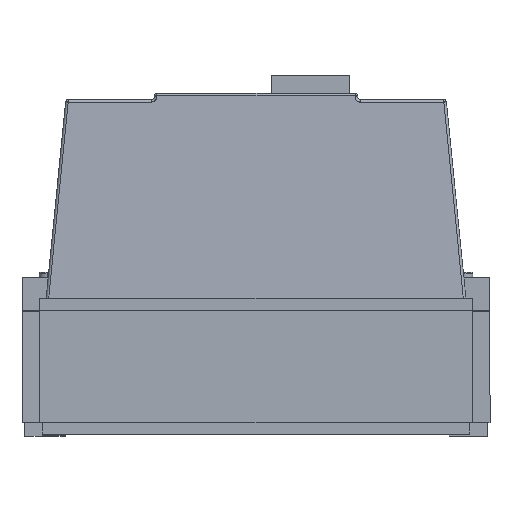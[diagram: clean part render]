
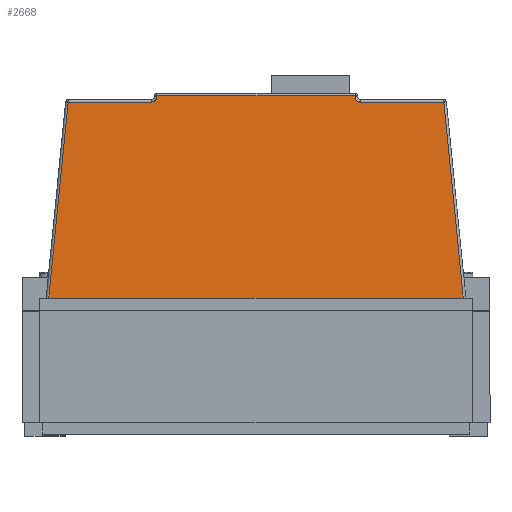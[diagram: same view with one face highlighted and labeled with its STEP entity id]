
A CAD part, top view. The second image highlights one B-rep face of the part: STEP entity #2668.
In plain terms, the highlighted planar face has unit normal (0, 0.05, 0.999).
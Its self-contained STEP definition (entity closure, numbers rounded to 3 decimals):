
#89 = EDGE_CURVE ( 'NONE', #1375, #4127, #5377, .T. ) ;
#105 = CARTESIAN_POINT ( 'NONE',  ( 44., 130.55, -6.329 ) ) ;
#151 =( BOUNDED_CURVE ( )  B_SPLINE_CURVE ( 3, ( #105, #3268, #6719, #6755 ),
 .UNSPECIFIED., .F., .F. ) 
 B_SPLINE_CURVE_WITH_KNOTS ( ( 4, 4 ),
 ( 0., 1.571 ),
 .UNSPECIFIED. ) 
 CURVE ( )  GEOMETRIC_REPRESENTATION_ITEM ( )  RATIONAL_B_SPLINE_CURVE ( ( 1., 0.805, 0.805, 1. ) ) 
 REPRESENTATION_ITEM ( '' )  );
#217 = EDGE_CURVE ( 'NONE', #7068, #9274, #4419, .T. ) ;
#238 = EDGE_LOOP ( 'NONE', ( #546, #789, #8612, #5147, #7075, #3342, #7285, #1519, #3585, #7586 ) ) ;
#278 = VECTOR ( 'NONE', #6997, 1000. ) ;
#382 = VERTEX_POINT ( 'NONE', #3690 ) ;
#435 = EDGE_CURVE ( 'NONE', #9274, #5563, #2230, .T. ) ;
#546 = ORIENTED_EDGE ( 'NONE', *, *, #8348, .T. ) ;
#557 = EDGE_CURVE ( 'NONE', #9318, #5563, #6263, .T. ) ;
#764 = CARTESIAN_POINT ( 'NONE',  ( 124., 132.55, -6.428 ) ) ;
#789 = ORIENTED_EDGE ( 'NONE', *, *, #89, .T. ) ;
#949 = EDGE_CURVE ( 'NONE', #9318, #1022, #7256, .T. ) ;
#1009 = EDGE_CURVE ( 'NONE', #1022, #382, #3309, .T. ) ;
#1022 = VERTEX_POINT ( 'NONE', #2796 ) ;
#1095 = VERTEX_POINT ( 'NONE', #3780 ) ;
#1152 = EDGE_CURVE ( 'NONE', #382, #1095, #9431, .T. ) ;
#1349 = EDGE_CURVE ( 'NONE', #1503, #1095, #151, .T. ) ;
#1375 = VERTEX_POINT ( 'NONE', #2256 ) ;
#1503 = VERTEX_POINT ( 'NONE', #2550 ) ;
#1519 = ORIENTED_EDGE ( 'NONE', *, *, #1009, .T. ) ;
#1656 = CARTESIAN_POINT ( 'NONE',  ( 126., 130.55, -6.329 ) ) ;
#1677 = CARTESIAN_POINT ( 'NONE',  ( 124., 132.55, -6.428 ) ) ;
#1711 = CARTESIAN_POINT ( 'NONE',  ( 124.828, 130.55, -6.329 ) ) ;
#1723 = CARTESIAN_POINT ( 'NONE',  ( 124., 131.378, -6.37 ) ) ;
#2230 = LINE ( 'NONE', #3373, #9428 ) ;
#2256 = CARTESIAN_POINT ( 'NONE',  ( 11.157, 130.55, -6.329 ) ) ;
#2550 = CARTESIAN_POINT ( 'NONE',  ( 44., 130.55, -6.329 ) ) ;
#2668 = ADVANCED_FACE ( 'NONE', ( #7928 ), #7723, .F. ) ;
#2796 = CARTESIAN_POINT ( 'NONE',  ( 124., 133.05, -6.453 ) ) ;
#2971 = VECTOR ( 'NONE', #3148, 1000. ) ;
#3003 = LINE ( 'NONE', #3966, #4806 ) ;
#3148 = DIRECTION ( 'NONE',  ( -1., 0., 0. ) ) ;
#3181 = CARTESIAN_POINT ( 'NONE',  ( 85., 133.05, -6.453 ) ) ;
#3268 = CARTESIAN_POINT ( 'NONE',  ( 45.172, 130.55, -6.329 ) ) ;
#3291 = DIRECTION ( 'NONE',  ( -1., 0., 0. ) ) ;
#3309 = LINE ( 'NONE', #3181, #2971 ) ;
#3342 = ORIENTED_EDGE ( 'NONE', *, *, #557, .F. ) ;
#3373 = CARTESIAN_POINT ( 'NONE',  ( 85., 130.55, -6.329 ) ) ;
#3570 = VECTOR ( 'NONE', #8893, 1000. ) ;
#3585 = ORIENTED_EDGE ( 'NONE', *, *, #1152, .T. ) ;
#3690 = CARTESIAN_POINT ( 'NONE',  ( 46., 133.05, -6.453 ) ) ;
#3780 = CARTESIAN_POINT ( 'NONE',  ( 46., 132.55, -6.428 ) ) ;
#3966 = CARTESIAN_POINT ( 'NONE',  ( 85., 53.5, -2.5 ) ) ;
#4090 = CARTESIAN_POINT ( 'NONE',  ( 46., 134., -6.5 ) ) ;
#4127 = VERTEX_POINT ( 'NONE', #9421 ) ;
#4262 = EDGE_CURVE ( 'NONE', #7068, #4127, #3003, .T. ) ;
#4419 = LINE ( 'NONE', #7015, #278 ) ;
#4806 = VECTOR ( 'NONE', #8949, 1000. ) ;
#5147 = ORIENTED_EDGE ( 'NONE', *, *, #217, .T. ) ;
#5189 = CARTESIAN_POINT ( 'NONE',  ( 124., 134., -6.5 ) ) ;
#5358 = CARTESIAN_POINT ( 'NONE',  ( 158.843, 130.55, -6.329 ) ) ;
#5377 = LINE ( 'NONE', #8569, #9015 ) ;
#5563 = VERTEX_POINT ( 'NONE', #6224 ) ;
#5888 = LINE ( 'NONE', #7469, #9268 ) ;
#5918 = DIRECTION ( 'NONE',  ( 0., 0.999, -0.05 ) ) ;
#6224 = CARTESIAN_POINT ( 'NONE',  ( 126., 130.55, -6.329 ) ) ;
#6263 =( BOUNDED_CURVE ( )  B_SPLINE_CURVE ( 3, ( #1677, #1723, #1711, #1656 ),
 .UNSPECIFIED., .F., .F. ) 
 B_SPLINE_CURVE_WITH_KNOTS ( ( 4, 4 ),
 ( 4.712, 6.283 ),
 .UNSPECIFIED. ) 
 CURVE ( )  GEOMETRIC_REPRESENTATION_ITEM ( )  RATIONAL_B_SPLINE_CURVE ( ( 1., 0.805, 0.805, 1. ) ) 
 REPRESENTATION_ITEM ( '' )  );
#6719 = CARTESIAN_POINT ( 'NONE',  ( 46., 131.378, -6.37 ) ) ;
#6755 = CARTESIAN_POINT ( 'NONE',  ( 46., 132.55, -6.428 ) ) ;
#6997 = DIRECTION ( 'NONE',  ( -0.099, 0.994, -0.049 ) ) ;
#7015 = CARTESIAN_POINT ( 'NONE',  ( 157.783, 141.215, -6.859 ) ) ;
#7068 = VERTEX_POINT ( 'NONE', #7205 ) ;
#7075 = ORIENTED_EDGE ( 'NONE', *, *, #435, .T. ) ;
#7205 = CARTESIAN_POINT ( 'NONE',  ( 166.5, 53.5, -2.5 ) ) ;
#7256 = LINE ( 'NONE', #5189, #8994 ) ;
#7285 = ORIENTED_EDGE ( 'NONE', *, *, #949, .T. ) ;
#7469 = CARTESIAN_POINT ( 'NONE',  ( 85., 130.55, -6.329 ) ) ;
#7586 = ORIENTED_EDGE ( 'NONE', *, *, #1349, .F. ) ;
#7662 = DIRECTION ( 'NONE',  ( 0., 0.999, -0.05 ) ) ;
#7723 = PLANE ( 'NONE',  #8940 ) ;
#7745 = DIRECTION ( 'NONE',  ( 0., -0.05, -0.999 ) ) ;
#7928 = FACE_OUTER_BOUND ( 'NONE', #238, .T. ) ;
#8110 = DIRECTION ( 'NONE',  ( -1., 0., 0. ) ) ;
#8348 = EDGE_CURVE ( 'NONE', #1503, #1375, #5888, .T. ) ;
#8561 = DIRECTION ( 'NONE',  ( -0.099, -0.994, 0.049 ) ) ;
#8569 = CARTESIAN_POINT ( 'NONE',  ( 12.217, 141.215, -6.859 ) ) ;
#8612 = ORIENTED_EDGE ( 'NONE', *, *, #4262, .F. ) ;
#8668 = CARTESIAN_POINT ( 'NONE',  ( 85., 134., -6.5 ) ) ;
#8893 = DIRECTION ( 'NONE',  ( 0., -0.999, 0.05 ) ) ;
#8940 = AXIS2_PLACEMENT_3D ( 'NONE', #8668, #7745, #7662 ) ;
#8949 = DIRECTION ( 'NONE',  ( -1., 0., 0. ) ) ;
#8994 = VECTOR ( 'NONE', #5918, 1000. ) ;
#9015 = VECTOR ( 'NONE', #8561, 1000. ) ;
#9268 = VECTOR ( 'NONE', #8110, 1000. ) ;
#9274 = VERTEX_POINT ( 'NONE', #5358 ) ;
#9318 = VERTEX_POINT ( 'NONE', #764 ) ;
#9421 = CARTESIAN_POINT ( 'NONE',  ( 3.5, 53.5, -2.5 ) ) ;
#9428 = VECTOR ( 'NONE', #3291, 1000. ) ;
#9431 = LINE ( 'NONE', #4090, #3570 ) ;
